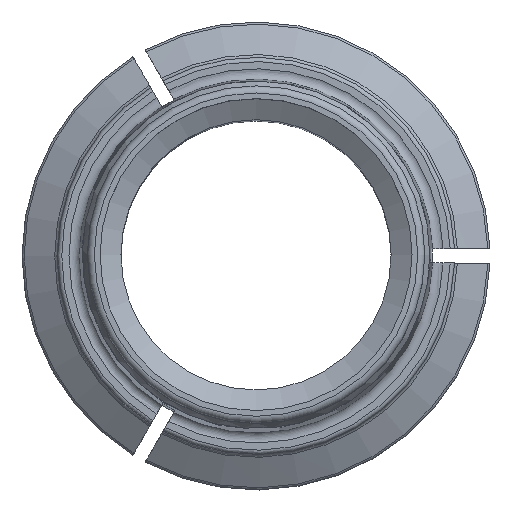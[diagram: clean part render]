
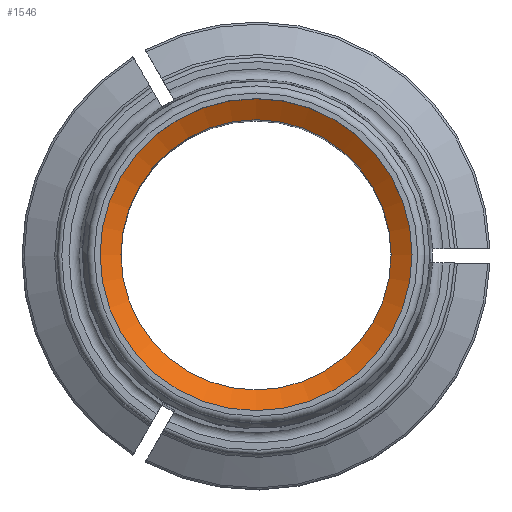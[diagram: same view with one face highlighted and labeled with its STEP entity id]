
A CAD part, top view. The second image highlights one B-rep face of the part: STEP entity #1546.
In plain terms, the highlighted conical face has half-angle 60 degrees and reference radius 11.1 mm.
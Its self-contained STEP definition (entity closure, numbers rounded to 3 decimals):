
#39=CONICAL_SURFACE('',#1624,11.1,1.047);
#290=ORIENTED_EDGE('',*,*,#628,.F.);
#291=ORIENTED_EDGE('',*,*,#627,.T.);
#627=EDGE_CURVE('',#795,#795,#881,.T.);
#628=EDGE_CURVE('',#796,#796,#882,.T.);
#795=VERTEX_POINT('',#2205);
#796=VERTEX_POINT('',#2208);
#881=CIRCLE('',#1623,11.1);
#882=CIRCLE('',#1625,9.525);
#948=EDGE_LOOP('',(#290));
#949=EDGE_LOOP('',(#291));
#1024=FACE_BOUND('',#948,.T.);
#1025=FACE_BOUND('',#949,.T.);
#1546=ADVANCED_FACE('',(#1024,#1025),#39,.F.);
#1623=AXIS2_PLACEMENT_3D('',#2204,#1798,#1799);
#1624=AXIS2_PLACEMENT_3D('',#2206,#1800,#1801);
#1625=AXIS2_PLACEMENT_3D('',#2207,#1802,#1803);
#1798=DIRECTION('',(0.,0.,1.));
#1799=DIRECTION('',(1.,0.,0.));
#1800=DIRECTION('',(0.,0.,1.));
#1801=DIRECTION('',(1.,0.,0.));
#1802=DIRECTION('',(0.,0.,1.));
#1803=DIRECTION('',(1.,0.,0.));
#2204=CARTESIAN_POINT('',(0.,0.,51.));
#2205=CARTESIAN_POINT('',(11.1,0.,51.));
#2206=CARTESIAN_POINT('',(0.,0.,51.));
#2207=CARTESIAN_POINT('',(0.,0.,50.091));
#2208=CARTESIAN_POINT('',(9.525,0.,50.091));
